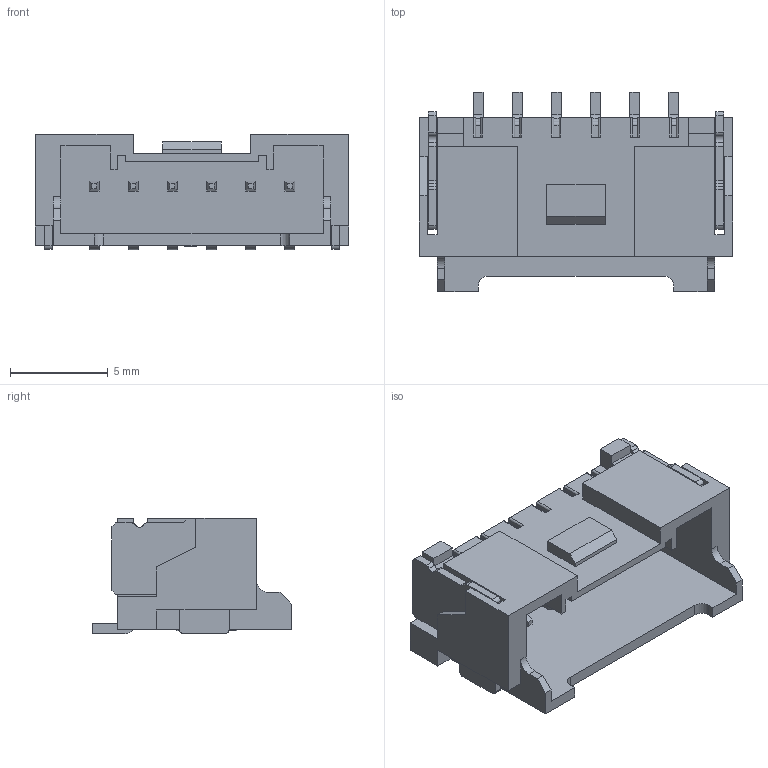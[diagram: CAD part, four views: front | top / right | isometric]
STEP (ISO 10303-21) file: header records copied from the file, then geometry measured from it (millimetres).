
FILE_DESCRIPTION (( 'STEP AP214' ), '1' );
FILE_NAME ('conn-smd_sm06b-pass-tbt.step', '2022-05-26T07:24:27', ( '' ), ( '' ), 'SwSTEP 2.0', 'SolidWorks 2020', '' );
FILE_SCHEMA (( 'AUTOMOTIVE_DESIGN' ));
Length unit declared in the file: millimetre
Products named in the file (1): conn-smd_sm06b-pass-tbt
Bounding box: 16 x 10.2 x 5.92 mm (x, y, z)
Volume: 294.6 mm3; surface area: 1112.6 mm2
Topology: 3 solids, 3 shells, 470 faces, 1318 edges, 870 vertices
Faces by surface type: plane 366, cylinder 104
Entity records: 20212 total; most frequent: CARTESIAN_POINT 2695, ORIENTED_EDGE 2636, DIRECTION 2444, EDGE_CURVE 1318, LINE 1110, VECTOR 1110, VERTEX_POINT 870, AXIS2_PLACEMENT_3D 667
